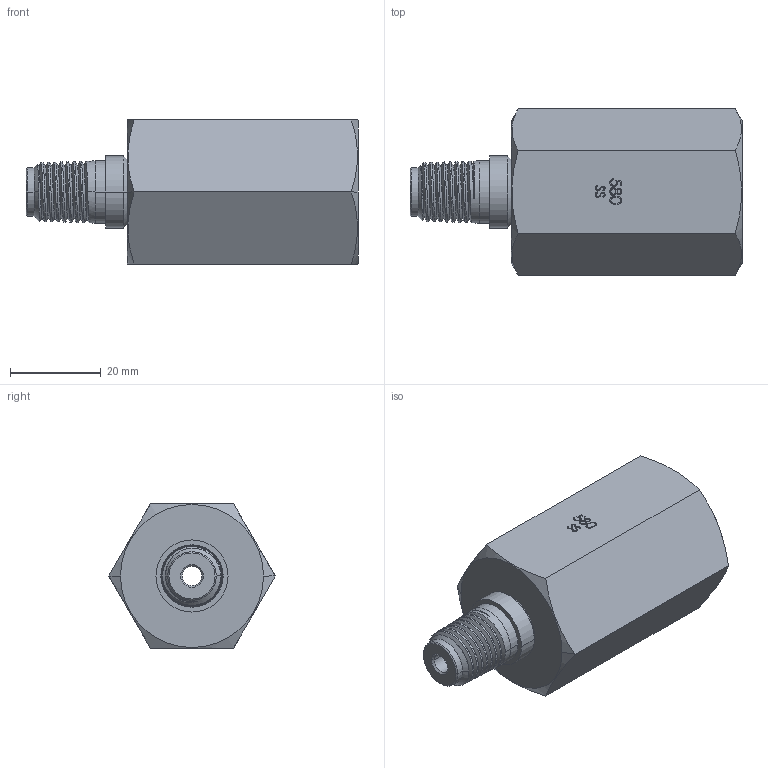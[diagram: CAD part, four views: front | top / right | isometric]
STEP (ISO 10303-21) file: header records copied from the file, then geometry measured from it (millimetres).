
FILE_DESCRIPTION (( 'STEP AP203' ), '1' );
FILE_NAME ('AD-580FSS-4MNPT.STEP', '2025-08-04T18:43:28', ( '' ), ( '' ), 'SwSTEP 2.0', 'SolidWorks 2018', '' );
FILE_SCHEMA (( 'CONFIG_CONTROL_DESIGN' ));
Length unit declared in the file: inch
Products named in the file (3): PRT-001130; PRT-000394_AD-XXXSS-4MNPT; AD-580FSS-4MNPT
Assembly tree (2 placements, depth 2):
  AD-580FSS-4MNPT
    PRT-001130
    PRT-000394_AD-XXXSS-4MNPT
Bounding box: 73.15 x 36.66 x 31.75 mm (x, y, z)
Volume: 37034.7 mm3; surface area: 12720 mm2
Topology: 2 solids, 2 shells, 117 faces, 357 edges, 254 vertices
Faces by surface type: cone 55, cylinder 33, plane 20, bspline 9
Entity records: 16651 total; most frequent: CARTESIAN_POINT 13475, ORIENTED_EDGE 714, DIRECTION 429, EDGE_CURVE 357, VERTEX_POINT 254, B_SPLINE_CURVE_WITH_KNOTS 204, AXIS2_PLACEMENT_3D 163, EDGE_LOOP 131
